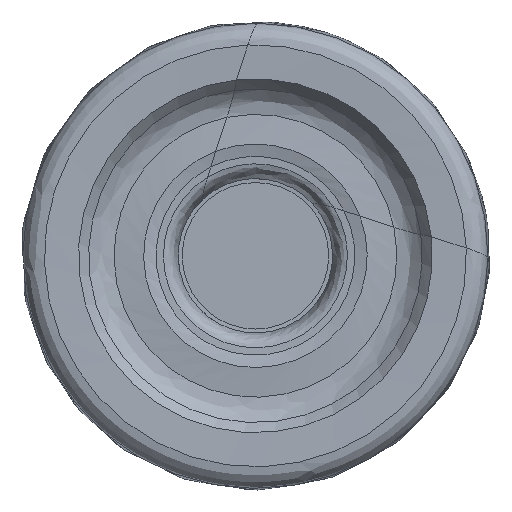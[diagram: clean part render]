
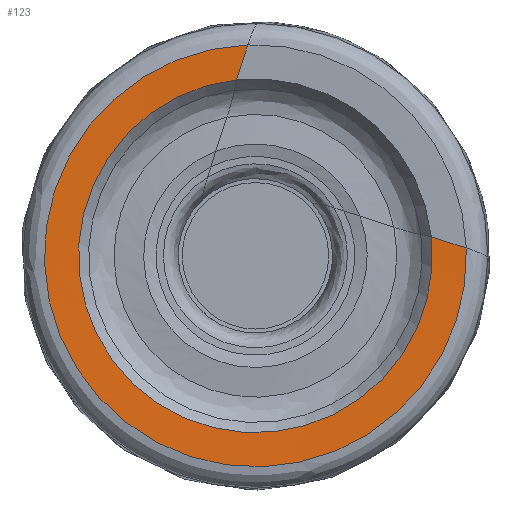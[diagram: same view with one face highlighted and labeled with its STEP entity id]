
A CAD part, left-side view. The second image highlights one B-rep face of the part: STEP entity #123.
In plain terms, the highlighted free-form (B-spline) face has degree [1, 3] with [2, 7] control points.
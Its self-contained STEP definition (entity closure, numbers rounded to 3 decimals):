
#123=ADVANCED_FACE('',(#219),#179,.F.);
#179=(
BOUNDED_SURFACE()
B_SPLINE_SURFACE(1,3,((#1364,#1365,#1366,#1367,#1368,#1369,#1370),(#1371,
#1372,#1373,#1374,#1375,#1376,#1377)),.UNSPECIFIED.,.F.,.F.,.F.)
B_SPLINE_SURFACE_WITH_KNOTS((2,2),(4,3,4),(0.,1.),(0.,0.5,1.),
 .UNSPECIFIED.)
GEOMETRIC_REPRESENTATION_ITEM()
RATIONAL_B_SPLINE_SURFACE(((1.,0.588,0.588,1.,0.588,
0.588,1.),(1.,0.588,0.588,1.,0.588,
0.588,1.)))
REPRESENTATION_ITEM('')
SURFACE()
);
#219=FACE_OUTER_BOUND('',#261,.T.);
#261=EDGE_LOOP('',(#419,#420,#421,#422));
#332=CIRCLE('',#782,6.04);
#333=CIRCLE('',#783,7.203);
#419=ORIENTED_EDGE('',*,*,#653,.F.);
#420=ORIENTED_EDGE('',*,*,#654,.T.);
#421=ORIENTED_EDGE('',*,*,#650,.T.);
#422=ORIENTED_EDGE('',*,*,#655,.T.);
#585=VERTEX_POINT('',#1341);
#586=VERTEX_POINT('',#1342);
#587=VERTEX_POINT('',#1360);
#588=VERTEX_POINT('',#1361);
#650=EDGE_CURVE('',#585,#586,#332,.T.);
#653=EDGE_CURVE('',#587,#588,#333,.T.);
#654=EDGE_CURVE('',#587,#585,#727,.T.);
#655=EDGE_CURVE('',#586,#588,#728,.T.);
#727=LINE('',#1362,#751);
#728=LINE('',#1363,#752);
#751=VECTOR('',#901,1.);
#752=VECTOR('',#902,1.);
#782=AXIS2_PLACEMENT_3D('',#1340,#895,#896);
#783=AXIS2_PLACEMENT_3D('',#1359,#899,#900);
#895=DIRECTION('',(1.,0.,0.));
#896=DIRECTION('',(0.,-0.994,0.107));
#899=DIRECTION('',(1.,0.,0.));
#900=DIRECTION('',(0.,-0.999,0.037));
#901=DIRECTION('',(0.033,0.952,0.306));
#902=DIRECTION('',(-0.033,-0.306,0.951));
#1340=CARTESIAN_POINT('',(0.07,0.,0.));
#1341=CARTESIAN_POINT('',(0.07,-6.005,0.649));
#1342=CARTESIAN_POINT('',(0.07,0.645,6.006));
#1359=CARTESIAN_POINT('',(0.029,0.,0.));
#1360=CARTESIAN_POINT('',(0.029,-7.198,0.266));
#1361=CARTESIAN_POINT('',(0.029,0.261,7.198));
#1362=CARTESIAN_POINT('',(0.07,-6.005,0.649));
#1363=CARTESIAN_POINT('',(0.07,0.645,6.006));
#1364=CARTESIAN_POINT('',(0.07,-6.005,0.649));
#1365=CARTESIAN_POINT('',(0.07,-6.685,-5.638));
#1366=CARTESIAN_POINT('',(0.07,-1.136,-8.671));
#1367=CARTESIAN_POINT('',(0.07,3.789,-4.704));
#1368=CARTESIAN_POINT('',(0.07,8.714,-0.737));
#1369=CARTESIAN_POINT('',(0.07,6.933,5.331));
#1370=CARTESIAN_POINT('',(0.07,0.645,6.006));
#1371=CARTESIAN_POINT('',(0.029,-7.198,0.266));
#1372=CARTESIAN_POINT('',(0.029,-7.477,-7.27));
#1373=CARTESIAN_POINT('',(0.029,-0.62,-10.41));
#1374=CARTESIAN_POINT('',(0.029,4.904,-5.276));
#1375=CARTESIAN_POINT('',(0.029,10.428,-0.142));
#1376=CARTESIAN_POINT('',(0.029,7.797,6.925));
#1377=CARTESIAN_POINT('',(0.029,0.261,7.198));
